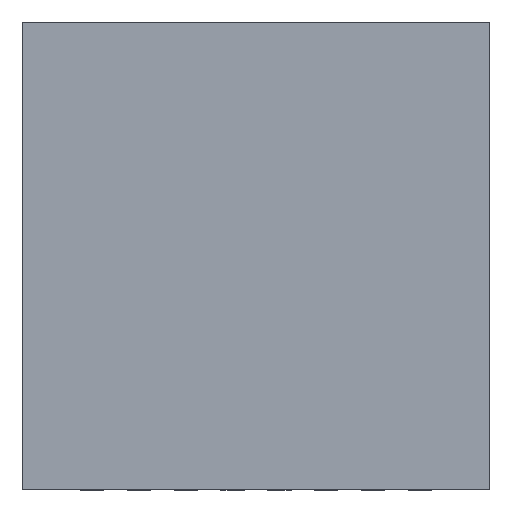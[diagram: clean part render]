
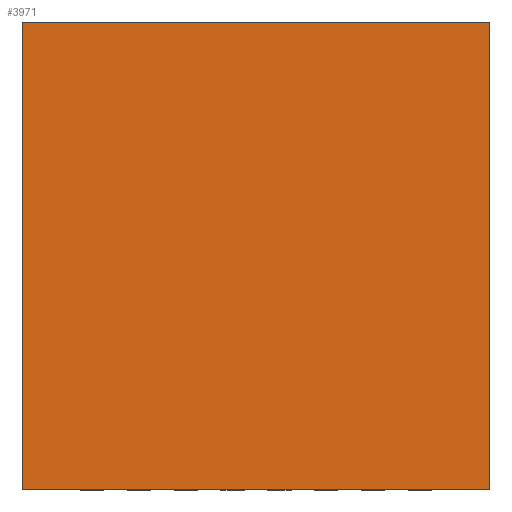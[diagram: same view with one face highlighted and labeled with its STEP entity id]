
A CAD part, top view. The second image highlights one B-rep face of the part: STEP entity #3971.
In plain terms, the highlighted face is planar.
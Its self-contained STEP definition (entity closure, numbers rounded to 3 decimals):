
#1501=VERTEX_POINT('',#1502);
#1502=CARTESIAN_POINT('',(-2.5,0.975,-2.5));
#1508=EDGE_CURVE('',#1501,#1509,#1511,.F.);
#1509=VERTEX_POINT('',#1510);
#1510=CARTESIAN_POINT('',(2.5,0.975,-2.5));
#1511=LINE('',#1512,#1513);
#1512=CARTESIAN_POINT('',(2.5,0.975,-2.5));
#1513=VECTOR('',#1514,1.0);
#1514=DIRECTION('',(-1.0,0.0,0.0));
#2537=EDGE_CURVE('',#1509,#2538,#2540,.F.);
#2538=VERTEX_POINT('',#2539);
#2539=CARTESIAN_POINT('',(2.5,0.975,2.5));
#2540=LINE('',#2541,#2542);
#2541=CARTESIAN_POINT('',(2.5,0.975,2.5));
#2542=VECTOR('',#2543,1.0);
#2543=DIRECTION('',(0.0,0.0,-1.0));
#2899=EDGE_CURVE('',#2538,#2900,#2902,.F.);
#2900=VERTEX_POINT('',#2901);
#2901=CARTESIAN_POINT('',(-2.5,0.975,2.5));
#2902=LINE('',#2903,#2904);
#2903=CARTESIAN_POINT('',(-2.5,0.975,2.5));
#2904=VECTOR('',#2905,1.0);
#2905=DIRECTION('',(1.0,0.0,0.0));
#3092=EDGE_CURVE('',#2900,#1501,#3093,.F.);
#3093=LINE('',#3094,#3095);
#3094=CARTESIAN_POINT('',(-2.5,0.975,-2.5));
#3095=VECTOR('',#3096,1.0);
#3096=DIRECTION('',(0.0,0.0,1.0));
#3971=ADVANCED_FACE('',(#3972),#3978,.T.);
#3972=FACE_BOUND('',#3973,.T.);
#3973=EDGE_LOOP('',(#3974,#3975,#3976,#3977));
#3974=ORIENTED_EDGE('',*,*,#2899,.F.);
#3975=ORIENTED_EDGE('',*,*,#2537,.F.);
#3976=ORIENTED_EDGE('',*,*,#1508,.F.);
#3977=ORIENTED_EDGE('',*,*,#3092,.F.);
#3978=PLANE('',#3979);
#3979=AXIS2_PLACEMENT_3D('',#3980,#3981,#3982);
#3980=CARTESIAN_POINT('',(0.0,0.975,0.0));
#3981=DIRECTION('',(0.0,1.0,0.0));
#3982=DIRECTION('',(1.0,0.0,0.0));
